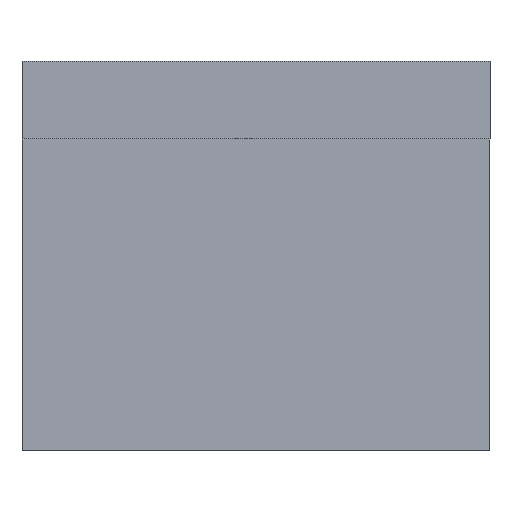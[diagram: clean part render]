
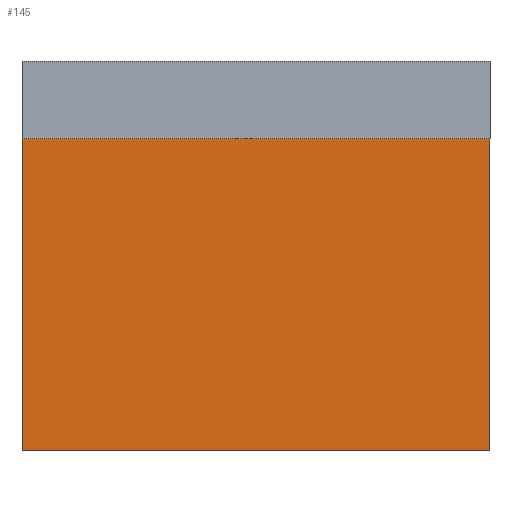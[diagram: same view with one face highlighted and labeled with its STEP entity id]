
A CAD part, front view. The second image highlights one B-rep face of the part: STEP entity #145.
In plain terms, the highlighted planar face has unit normal (0, -1, 0).
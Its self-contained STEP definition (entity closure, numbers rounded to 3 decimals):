
#19=FACE_OUTER_BOUND('',#27,.T.);
#27=EDGE_LOOP('',(#115,#116,#117,#118));
#39=LINE('',#227,#57);
#43=LINE('',#234,#61);
#44=LINE('',#237,#62);
#45=LINE('',#238,#63);
#57=VECTOR('',#187,10.);
#61=VECTOR('',#193,10.);
#62=VECTOR('',#196,10.);
#63=VECTOR('',#197,10.);
#73=VERTEX_POINT('',#224);
#74=VERTEX_POINT('',#226);
#76=VERTEX_POINT('',#232);
#77=VERTEX_POINT('',#236);
#87=EDGE_CURVE('',#73,#74,#39,.T.);
#91=EDGE_CURVE('',#73,#76,#43,.T.);
#92=EDGE_CURVE('',#76,#77,#44,.T.);
#93=EDGE_CURVE('',#77,#74,#45,.T.);
#115=ORIENTED_EDGE('',*,*,#91,.T.);
#116=ORIENTED_EDGE('',*,*,#92,.T.);
#117=ORIENTED_EDGE('',*,*,#93,.T.);
#118=ORIENTED_EDGE('',*,*,#87,.F.);
#137=PLANE('',#167);
#145=ADVANCED_FACE('',(#19),#137,.F.);
#167=AXIS2_PLACEMENT_3D('',#235,#194,#195);
#187=DIRECTION('',(0.,0.,-1.));
#193=DIRECTION('',(-1.,0.,0.));
#194=DIRECTION('center_axis',(0.,1.,0.));
#195=DIRECTION('ref_axis',(1.,0.,0.));
#196=DIRECTION('',(0.,0.,-1.));
#197=DIRECTION('',(1.,0.,0.));
#224=CARTESIAN_POINT('',(6.,0.,3.));
#226=CARTESIAN_POINT('',(6.,0.,-5.));
#227=CARTESIAN_POINT('',(6.,0.,5.));
#232=CARTESIAN_POINT('',(-6.,0.,3.));
#234=CARTESIAN_POINT('',(-3.,0.,3.));
#235=CARTESIAN_POINT('Origin',(0.,0.,0.));
#236=CARTESIAN_POINT('',(-6.,0.,-5.));
#237=CARTESIAN_POINT('',(-6.,0.,5.));
#238=CARTESIAN_POINT('',(-6.,0.,-5.));
